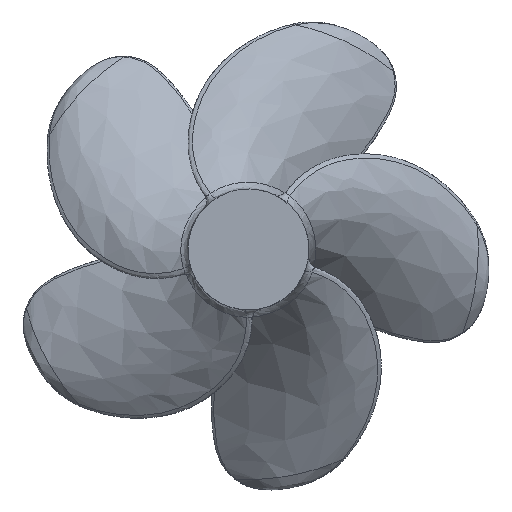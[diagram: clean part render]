
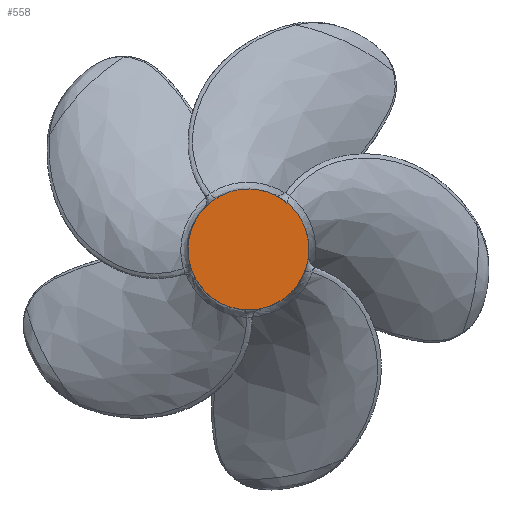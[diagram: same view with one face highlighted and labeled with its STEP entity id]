
A CAD part, top view. The second image highlights one B-rep face of the part: STEP entity #558.
In plain terms, the highlighted free-form (B-spline) face has degree [1, 1] with [2, 2] control points.
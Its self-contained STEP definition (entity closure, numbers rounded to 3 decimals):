
#303 = VERTEX_POINT('',#304);
#304 = CARTESIAN_POINT('',(-20.096,-61.85,
    130.065));
#311 = EDGE_CURVE('',#312,#303,#314,.T.);
#312 = VERTEX_POINT('',#313);
#313 = CARTESIAN_POINT('',(-65.033,0.,130.065));
#314 = ( BOUNDED_CURVE() B_SPLINE_CURVE(2,(#315,#316,#317),
.UNSPECIFIED.,.F.,.F.) B_SPLINE_CURVE_WITH_KNOTS((3,3),(0.,
0.197),.PIECEWISE_BEZIER_KNOTS.) CURVE() 
GEOMETRIC_REPRESENTATION_ITEM() RATIONAL_B_SPLINE_CURVE((1.,
0.769,0.903)) REPRESENTATION_ITEM('') );
#315 = CARTESIAN_POINT('',(-65.033,0.,130.065));
#316 = CARTESIAN_POINT('',(-65.033,-47.249,
    130.065));
#317 = CARTESIAN_POINT('',(-20.096,-61.85,
    130.065));
#558 = ADVANCED_FACE('',(#559),#598,.F.);
#559 = FACE_BOUND('',#560,.F.);
#560 = EDGE_LOOP('',(#561,#562,#570,#580,#590));
#561 = ORIENTED_EDGE('',*,*,#311,.F.);
#562 = ORIENTED_EDGE('',*,*,#563,.F.);
#563 = EDGE_CURVE('',#564,#312,#566,.T.);
#564 = VERTEX_POINT('',#565);
#565 = CARTESIAN_POINT('',(-20.096,61.85,
    130.065));
#566 = ( BOUNDED_CURVE() B_SPLINE_CURVE(2,(#567,#568,#569),
.UNSPECIFIED.,.F.,.F.) B_SPLINE_CURVE_WITH_KNOTS((3,3),(0.803,
1.),.PIECEWISE_BEZIER_KNOTS.) CURVE() GEOMETRIC_REPRESENTATION_ITEM() 
RATIONAL_B_SPLINE_CURVE((0.903,0.769,1.)) 
REPRESENTATION_ITEM('') );
#567 = CARTESIAN_POINT('',(-20.096,61.85,
    130.065));
#568 = CARTESIAN_POINT('',(-65.033,47.249,
    130.065));
#569 = CARTESIAN_POINT('',(-65.033,0.,130.065));
#570 = ORIENTED_EDGE('',*,*,#571,.F.);
#571 = EDGE_CURVE('',#572,#564,#574,.T.);
#572 = VERTEX_POINT('',#573);
#573 = CARTESIAN_POINT('',(52.613,38.225,
    130.065));
#574 = ( BOUNDED_CURVE() B_SPLINE_CURVE(2,(#575,#576,#577,#578,#579),
.UNSPECIFIED.,.F.,.F.) B_SPLINE_CURVE_WITH_KNOTS((3,2,3),(0.601,
0.75,0.803),.UNSPECIFIED.) CURVE() 
GEOMETRIC_REPRESENTATION_ITEM() RATIONAL_B_SPLINE_CURVE((0.859,
0.826,1.,0.938,0.903)) REPRESENTATION_ITEM('') 
  );
#575 = CARTESIAN_POINT('',(52.613,38.225,
    130.065));
#576 = CARTESIAN_POINT('',(33.136,65.033,
    130.065));
#577 = CARTESIAN_POINT('',(0.,65.033,130.065));
#578 = CARTESIAN_POINT('',(-10.3,65.033,
    130.065));
#579 = CARTESIAN_POINT('',(-20.096,61.85,
    130.065));
#580 = ORIENTED_EDGE('',*,*,#581,.F.);
#581 = EDGE_CURVE('',#582,#572,#584,.T.);
#582 = VERTEX_POINT('',#583);
#583 = CARTESIAN_POINT('',(52.613,-38.225,
    130.065));
#584 = ( BOUNDED_CURVE() B_SPLINE_CURVE(2,(#585,#586,#587,#588,#589),
.UNSPECIFIED.,.F.,.F.) B_SPLINE_CURVE_WITH_KNOTS((3,2,3),(0.399,
0.5,0.601),.PIECEWISE_BEZIER_KNOTS.) CURVE() 
GEOMETRIC_REPRESENTATION_ITEM() RATIONAL_B_SPLINE_CURVE((0.859,
    0.881,1.,0.881,0.859)) 
REPRESENTATION_ITEM('') );
#585 = CARTESIAN_POINT('',(52.613,-38.225,
    130.065));
#586 = CARTESIAN_POINT('',(65.033,-21.13,
    130.065));
#587 = CARTESIAN_POINT('',(65.033,0.,130.065));
#588 = CARTESIAN_POINT('',(65.033,21.13,
    130.065));
#589 = CARTESIAN_POINT('',(52.613,38.225,
    130.065));
#590 = ORIENTED_EDGE('',*,*,#591,.F.);
#591 = EDGE_CURVE('',#303,#582,#592,.T.);
#592 = ( BOUNDED_CURVE() B_SPLINE_CURVE(2,(#593,#594,#595,#596,#597),
.UNSPECIFIED.,.F.,.F.) B_SPLINE_CURVE_WITH_KNOTS((3,2,3),(0.197
,0.25,0.399),.UNSPECIFIED.) CURVE() GEOMETRIC_REPRESENTATION_ITEM(
) RATIONAL_B_SPLINE_CURVE((0.903,0.938,1.,0.826
,0.859)) REPRESENTATION_ITEM('') );
#593 = CARTESIAN_POINT('',(-20.096,-61.85,
    130.065));
#594 = CARTESIAN_POINT('',(-10.3,-65.033,
    130.065));
#595 = CARTESIAN_POINT('',(0.,-65.033,130.065));
#596 = CARTESIAN_POINT('',(33.136,-65.033,
    130.065));
#597 = CARTESIAN_POINT('',(52.613,-38.225,
    130.065));
#598 = B_SPLINE_SURFACE_WITH_KNOTS('',1,1,(
    (#599,#600)
    ,(#601,#602
    )),.UNSPECIFIED.,.F.,.F.,.F.,(2,2),(2,2),(41.673,
    191.673),(41.673,191.673),
  .PIECEWISE_BEZIER_KNOTS.);
#599 = CARTESIAN_POINT('',(65.033,-65.033,
    130.065));
#600 = CARTESIAN_POINT('',(65.033,65.033,
    130.065));
#601 = CARTESIAN_POINT('',(-65.033,-65.033,
    130.065));
#602 = CARTESIAN_POINT('',(-65.033,65.033,
    130.065));
